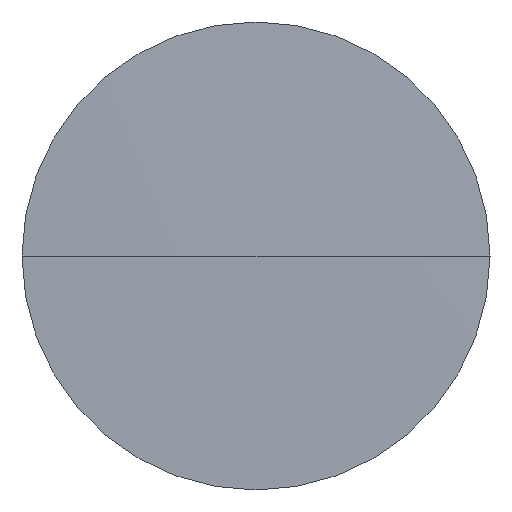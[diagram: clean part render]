
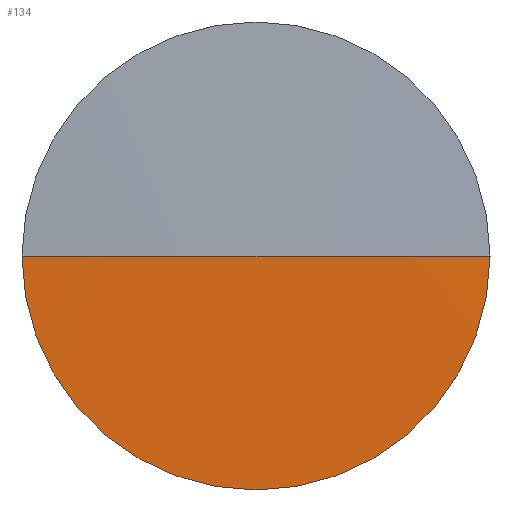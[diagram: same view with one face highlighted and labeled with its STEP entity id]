
A CAD part, left-side view. The second image highlights one B-rep face of the part: STEP entity #134.
In plain terms, the highlighted spherical face has radius 461.072 mm.
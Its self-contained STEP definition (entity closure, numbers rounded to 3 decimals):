
#24 = ORIENTED_EDGE ( 'NONE', *, *, #115, .T. ) ;
#32 = EDGE_LOOP ( 'NONE', ( #85, #24, #282, #251 ) ) ;
#59 = DIRECTION ( 'NONE',  ( 0., 0., 1. ) ) ;
#67 = AXIS2_PLACEMENT_3D ( 'NONE', #270, #172, #117 ) ;
#84 = DIRECTION ( 'NONE',  ( -1., 0., 0. ) ) ;
#85 = ORIENTED_EDGE ( 'NONE', *, *, #217, .T. ) ;
#104 = EDGE_CURVE ( 'NONE', #151, #110, #259, .T. ) ;
#110 = VERTEX_POINT ( 'NONE', #329 ) ;
#115 = EDGE_CURVE ( 'NONE', #290, #279, #189, .T. ) ;
#117 = DIRECTION ( 'NONE',  ( 1., 0., 0. ) ) ;
#129 = AXIS2_PLACEMENT_3D ( 'NONE', #193, #84, #59 ) ;
#130 = DIRECTION ( 'NONE',  ( -1., 0., 0. ) ) ;
#134 = ADVANCED_FACE ( 'NONE', ( #225 ), #244, .T. ) ;
#150 = DIRECTION ( 'NONE',  ( 0., 1., 0. ) ) ;
#151 = VERTEX_POINT ( 'NONE', #296 ) ;
#168 = DIRECTION ( 'NONE',  ( 0., 0., -1. ) ) ;
#170 = CIRCLE ( 'NONE', #250, 12.7 ) ;
#172 = DIRECTION ( 'NONE',  ( 0., 0., 1. ) ) ;
#173 = CARTESIAN_POINT ( 'NONE',  ( 84.958, 48.616, -12.7 ) ) ;
#176 = CARTESIAN_POINT ( 'NONE',  ( 545.856, 48.616, 0. ) ) ;
#180 = CARTESIAN_POINT ( 'NONE',  ( 84.958, 48.616, 0. ) ) ;
#185 = CIRCLE ( 'NONE', #215, 461.072 ) ;
#189 = CIRCLE ( 'NONE', #129, 12.7 ) ;
#193 = CARTESIAN_POINT ( 'NONE',  ( 84.958, 48.616, 0. ) ) ;
#204 = CARTESIAN_POINT ( 'NONE',  ( 84.958, 35.916, 0. ) ) ;
#210 = AXIS2_PLACEMENT_3D ( 'NONE', #221, #168, #224 ) ;
#215 = AXIS2_PLACEMENT_3D ( 'NONE', #176, #303, #150 ) ;
#217 = EDGE_CURVE ( 'NONE', #151, #290, #170, .T. ) ;
#221 = CARTESIAN_POINT ( 'NONE',  ( 545.856, 48.616, 0. ) ) ;
#224 = DIRECTION ( 'NONE',  ( 0., 1., 0. ) ) ;
#225 = FACE_OUTER_BOUND ( 'NONE', #32, .T. ) ;
#237 = EDGE_CURVE ( 'NONE', #279, #110, #185, .T. ) ;
#244 = SPHERICAL_SURFACE ( 'NONE', #210, 461.072 ) ;
#250 = AXIS2_PLACEMENT_3D ( 'NONE', #180, #130, #332 ) ;
#251 = ORIENTED_EDGE ( 'NONE', *, *, #104, .F. ) ;
#259 = CIRCLE ( 'NONE', #67, 461.072 ) ;
#270 = CARTESIAN_POINT ( 'NONE',  ( 545.856, 48.616, 0. ) ) ;
#279 = VERTEX_POINT ( 'NONE', #204 ) ;
#282 = ORIENTED_EDGE ( 'NONE', *, *, #237, .T. ) ;
#290 = VERTEX_POINT ( 'NONE', #173 ) ;
#296 = CARTESIAN_POINT ( 'NONE',  ( 84.958, 61.316, 0. ) ) ;
#303 = DIRECTION ( 'NONE',  ( 0., 0., -1. ) ) ;
#329 = CARTESIAN_POINT ( 'NONE',  ( 84.783, 48.616, 0. ) ) ;
#332 = DIRECTION ( 'NONE',  ( 0., 0., 1. ) ) ;
